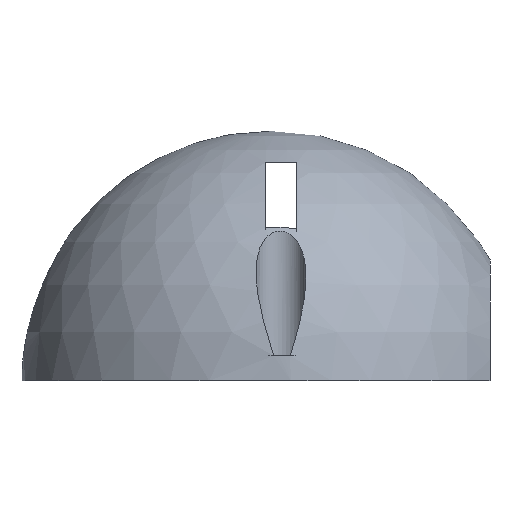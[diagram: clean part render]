
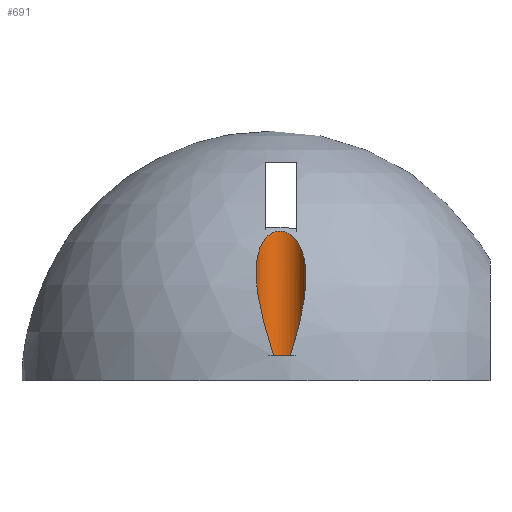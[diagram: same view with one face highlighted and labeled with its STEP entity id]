
A CAD part, front view. The second image highlights one B-rep face of the part: STEP entity #691.
In plain terms, the highlighted cylindrical face has radius 2 mm (diameter 4 mm), a partial arc.
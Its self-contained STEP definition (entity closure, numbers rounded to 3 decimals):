
#54=B_SPLINE_CURVE_WITH_KNOTS('',3,(#1160,#1161,#1162,#1163,#1164,#1165,
#1166,#1167,#1168,#1169,#1170,#1171,#1172,#1173,#1174,#1175,#1176,#1177,
#1178,#1179,#1180,#1181,#1182,#1183,#1184,#1185,#1186,#1187,#1188,#1189,
#1190,#1191,#1192,#1193),.UNSPECIFIED.,.F.,.F.,(4,2,2,2,2,2,2,2,2,2,2,2,
2,2,2,2,4),(1.041,1.052,1.276,1.722,
1.883,2.043,2.115,2.15,2.186,
2.222,2.258,2.329,2.489,2.65,
3.097,3.32,3.331),.UNSPECIFIED.);
#63=FACE_OUTER_BOUND('',#106,.T.);
#106=EDGE_LOOP('',(#526,#527));
#258=CIRCLE('',#768,2.);
#301=VERTEX_POINT('',#1157);
#302=VERTEX_POINT('',#1158);
#376=EDGE_CURVE('',#302,#301,#54,.T.);
#409=EDGE_CURVE('',#302,#301,#258,.T.);
#526=ORIENTED_EDGE('',*,*,#376,.F.);
#527=ORIENTED_EDGE('',*,*,#409,.T.);
#678=CYLINDRICAL_SURFACE('',#770,2.);
#691=ADVANCED_FACE('',(#63),#678,.F.);
#768=AXIS2_PLACEMENT_3D('',#1259,#914,#915);
#770=AXIS2_PLACEMENT_3D('',#1262,#918,#919);
#914=DIRECTION('center_axis',(0.,0.,
-1.));
#915=DIRECTION('ref_axis',(-1.,0.,0.));
#918=DIRECTION('center_axis',(0.,0.,
1.));
#919=DIRECTION('ref_axis',(-0.042,0.999,0.));
#1157=CARTESIAN_POINT('',(12.923,-5.336,5.309));
#1158=CARTESIAN_POINT('',(11.6,-5.391,5.309));
#1160=CARTESIAN_POINT('Ctrl Pts',(11.6,-5.391,5.309));
#1161=CARTESIAN_POINT('Ctrl Pts',(11.588,-5.387,5.345));
#1162=CARTESIAN_POINT('Ctrl Pts',(11.577,-5.384,5.381));
#1163=CARTESIAN_POINT('Ctrl Pts',(11.335,-5.305,6.137));
#1164=CARTESIAN_POINT('Ctrl Pts',(11.106,-5.183,6.878));
#1165=CARTESIAN_POINT('Ctrl Pts',(10.504,-4.684,9.072));
#1166=CARTESIAN_POINT('Ctrl Pts',(10.197,-4.16,10.534));
#1167=CARTESIAN_POINT('Ctrl Pts',(10.179,-3.29,12.362));
#1168=CARTESIAN_POINT('Ctrl Pts',(10.213,-3.019,12.881));
#1169=CARTESIAN_POINT('Ctrl Pts',(10.433,-2.463,13.859));
#1170=CARTESIAN_POINT('Ctrl Pts',(10.615,-2.178,14.318));
#1171=CARTESIAN_POINT('Ctrl Pts',(11.047,-1.823,14.851));
#1172=CARTESIAN_POINT('Ctrl Pts',(11.22,-1.711,15.012));
#1173=CARTESIAN_POINT('Ctrl Pts',(11.525,-1.586,15.183));
#1174=CARTESIAN_POINT('Ctrl Pts',(11.634,-1.551,15.229));
#1175=CARTESIAN_POINT('Ctrl Pts',(11.862,-1.5,15.291));
#1176=CARTESIAN_POINT('Ctrl Pts',(11.981,-1.484,15.307));
#1177=CARTESIAN_POINT('Ctrl Pts',(12.219,-1.475,15.307));
#1178=CARTESIAN_POINT('Ctrl Pts',(12.338,-1.48,15.291));
#1179=CARTESIAN_POINT('Ctrl Pts',(12.569,-1.512,15.229));
#1180=CARTESIAN_POINT('Ctrl Pts',(12.681,-1.538,15.183));
#1181=CARTESIAN_POINT('Ctrl Pts',(12.995,-1.637,15.012));
#1182=CARTESIAN_POINT('Ctrl Pts',(13.177,-1.734,14.851));
#1183=CARTESIAN_POINT('Ctrl Pts',(13.638,-2.052,14.318));
#1184=CARTESIAN_POINT('Ctrl Pts',(13.842,-2.321,13.859));
#1185=CARTESIAN_POINT('Ctrl Pts',(14.108,-2.857,12.881));
#1186=CARTESIAN_POINT('Ctrl Pts',(14.165,-3.123,12.362));
#1187=CARTESIAN_POINT('Ctrl Pts',(14.219,-3.992,10.534));
#1188=CARTESIAN_POINT('Ctrl Pts',(13.956,-4.54,9.072));
#1189=CARTESIAN_POINT('Ctrl Pts',(13.398,-5.088,6.878));
#1190=CARTESIAN_POINT('Ctrl Pts',(13.18,-5.228,6.137));
#1191=CARTESIAN_POINT('Ctrl Pts',(12.946,-5.327,5.381));
#1192=CARTESIAN_POINT('Ctrl Pts',(12.934,-5.331,5.345));
#1193=CARTESIAN_POINT('Ctrl Pts',(12.923,-5.336,5.309));
#1259=CARTESIAN_POINT('Origin',(12.183,-3.478,5.309));
#1262=CARTESIAN_POINT('Origin',(12.183,-3.478,5.309));
